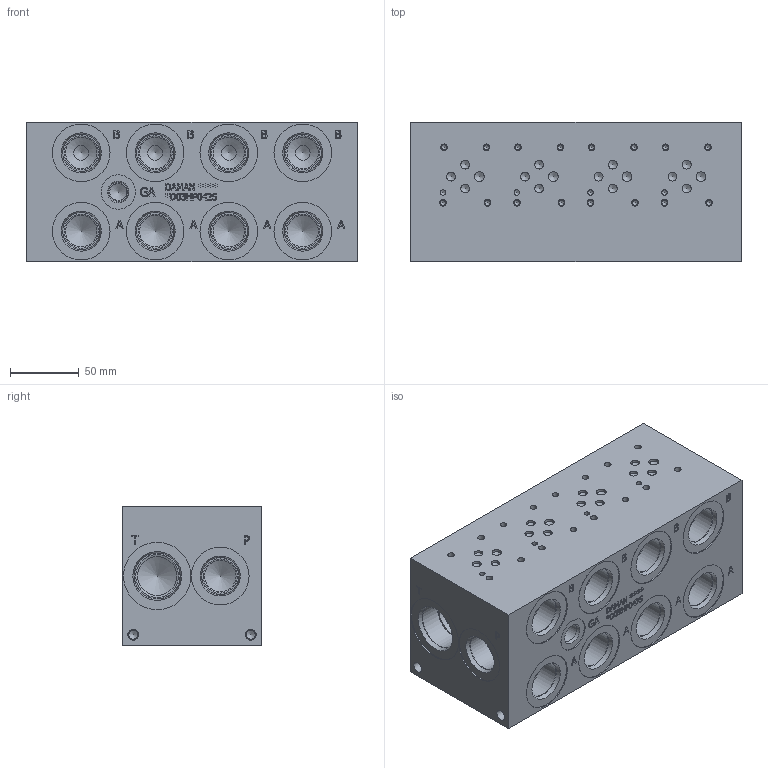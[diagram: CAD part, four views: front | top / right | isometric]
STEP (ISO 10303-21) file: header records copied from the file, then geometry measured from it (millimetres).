
FILE_DESCRIPTION(/* description */ (''),/* implementation_level */ '2;1');
FILE_NAME(/* name */ '_D03HP042S.stp',/* time_stamp */ '2022-10-13T13:40:31-04:00',/* author */ ('bobbyh'),/* organization */ (''),/* preprocessor_version */ 'ST-DEVELOPER v18',/* originating_system */ 'Autodesk Inventor 2020',/* authorisation */ '');
FILE_SCHEMA (('AUTOMOTIVE_DESIGN { 1 0 10303 214 3 1 1 }'));
Length unit declared in the file: millimetre
Products named in the file (1): Part_AD03HP042S_3D
Bounding box: 241.05 x 101.6 x 101.6 mm (x, y, z)
Volume: 2238407.4 mm3; surface area: 158803.4 mm2
Topology: 1 solids, 1 shells, 849 faces, 2316 edges, 1571 vertices
Faces by surface type: plane 441, bspline 180, cylinder 130, cone 98
Full cylindrical faces by diameter (mm): 3.785 x16, 3.962 x4, 4.826 x16, 6.35 x12, 6.528 x4, 7.137 x4, 7.925 x4, 10.719 x4, 12.294 x1, 12.9 x1, 14.275 x1, 14.529 x1, 23.012 x10, 24.917 x10, 25.019 x1, 26.99 x3, 27 x7, 27.432 x10, 28.575 x2, 31.267 x2, 33.34 x1, 33.35 x1, 33.757 x2, 35.509 x1, 42.037 x10, 49.124 x2
Entity records: 28247 total; most frequent: CARTESIAN_POINT 7024, ORIENTED_EDGE 4526, DIRECTION 3727, EDGE_CURVE 2263, VERTEX_POINT 1571, LINE 1419, VECTOR 1419, AXIS2_PLACEMENT_3D 1154
